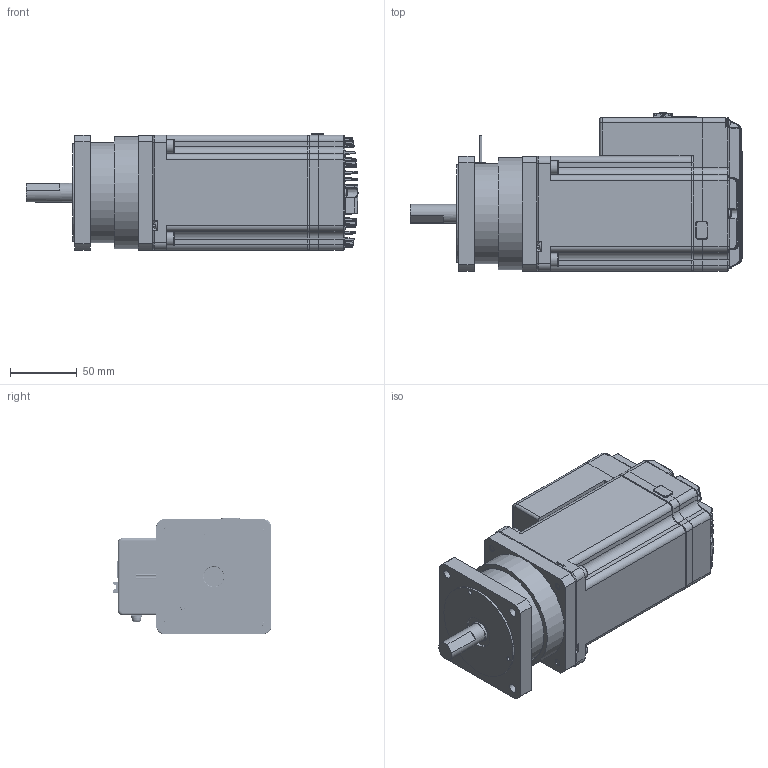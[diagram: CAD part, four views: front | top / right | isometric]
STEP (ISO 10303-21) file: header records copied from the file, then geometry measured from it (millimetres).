
FILE_DESCRIPTION (( 'STEP AP203' ), '1' );
FILE_NAME ('P11E-MO-086-05-R02.STEP', '2021-09-02T03:57:42', ( '' ), ( '' ), 'SwSTEP 2.0', 'SolidWorks 2018', '' );
FILE_SCHEMA (( 'CONFIG_CONTROL_DESIGN' ));
Length unit declared in the file: millimetre
Products named in the file (41): 瞪錳薄樓醴喀攪-5; BXW-05-10-55_3D; M119-EC-056-04-R00; pan cross head_ks_KS 1023 PC- M3 x 20-N; 56EC-PCB3-01; 791091007; 86陝 衛お; pan cross head_ks_KS 1023 PC- M3 x 30-N; _SH-700-Without knob (Minus slot); P11E-MO-086-05-R02; M11D-EC-086-01-R02; 09455511103_100183220MOD000B; pan cross head_ks_KS 1023 PC- M4 x 6-N; spring lock washer_ks_KS 1324 - M3; small circular plain washer_jis_JIS B 1256 Small circular 4; spring lock washer_2_jis_JIS B 1251 No.2 4; 86EC-PCB2-01; 86EC-PCB4-01; 460150402; 5016451220; 791091003; M117-MO-086-02-R00; _SH-7050A_body; 877600816; 20PS-JMCS-G-1B-TF(N); socket head cap screw_ks_KS 1003 - M6 x 20 x 20-N; M119-EC-042-04-R00; SH-7050TA; 瞪錳蕾樓攪喀攪; 86EC-PCB1-02; plain washer small grade a_iso_Washer ISO 7092 - 3; 039012045; 瞪錳薄樓醴喀攪-3; 877601616; M119-EC-086-01-R01; 20R-JMCS-G-B-TF(NSA); 100V470; sams; 瞪錳薄樓醴喀攪-2; 瞪錳薄樓醴喀攪-4 ...
Assembly tree (59 placements, depth 3):
  P11E-MO-086-05-R02
    M119-EC-086-01-R01
    100V470  x2
    pan cross head_ks_KS 1023 PC- M3 x 20-N  x2
    pan cross head_ks_KS 1023 PC- M3 x 30-N  x3
    M119-EC-042-04-R00
    瞪錳蕾樓攪喀攪
      瞪錳薄樓醴喀攪-1
      瞪錳薄樓醴喀攪-2
      瞪錳薄樓醴喀攪-3
      瞪錳薄樓醴喀攪-4
      瞪錳薄樓醴喀攪-5
    09455511103_100183220MOD000B  x2
    5016451220
    86EC-PCB4-01
    56EC-PCB3-01
    86EC-PCB1-02
    86EC-PCB2-01
    20PS-JMCS-G-1B-TF(N)
    20R-JMCS-G-B-TF(NSA)
    791091003  x2
    877600816  x2
    039012045
    460150402
    791091007
    877601616
    M117-MO-086-02-R00
    M11D-EC-086-01-R02
    plain washer small grade a_iso_Washer ISO 7092 - 3  x5
    spring lock washer_ks_KS 1324 - M3  x5
    SH-7050TA  x2
      _SH-7050A_body
      _SH-700-Without knob (Minus slot)
    BXW-05-10-55_3D
    socket head cap screw_ks_KS 1003 - M6 x 20 x 20-N  x4
    86陝 衛お
    sams
      small circular plain washer_jis_JIS B 1256 Small circular 4
      spring lock washer_2_jis_JIS B 1251 No.2 4
      pan cross head_ks_KS 1023 PC- M4 x 6-N
    M119-EC-056-04-R00
Bounding box: 248.6 x 118.6 x 87 mm (x, y, z)
Volume: 1267782.2 mm3; surface area: 306593 mm2
Topology: 68 solids, 68 shells, 9627 faces, 26282 edges, 16942 vertices
Faces by surface type: plane 7670, cylinder 1485, bspline 246, cone 100, torus 84, sphere 42
Full cylindrical faces by diameter (mm): 0.4 x2, 0.5 x2, 1 x1, 1.2 x2, 1.58 x2, 2.5 x12, 3 x7, 3.2 x5, 3.28 x2, 3.3 x14, 3.4 x12, 3.42 x2, 3.5 x3, 4 x13, 4.3 x1, 4.5 x15, 5 x8, 5.5 x6, 6 x9, 6.35 x1, 6.5 x8, 7 x12, 7.5 x1, 8 x4, 10 x4, 14 x3, 15 x3, 16 x2, 18 x2, 20 x1
Entity records: 223543 total; most frequent: CARTESIAN_POINT 48090, ORIENTED_EDGE 36492, DIRECTION 33263, EDGE_CURVE 18246, LINE 15099, VECTOR 15099, VERTEX_POINT 11846, AXIS2_PLACEMENT_3D 9082
